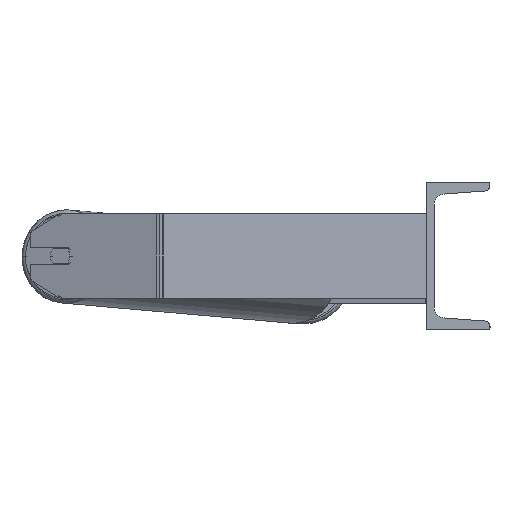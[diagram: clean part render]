
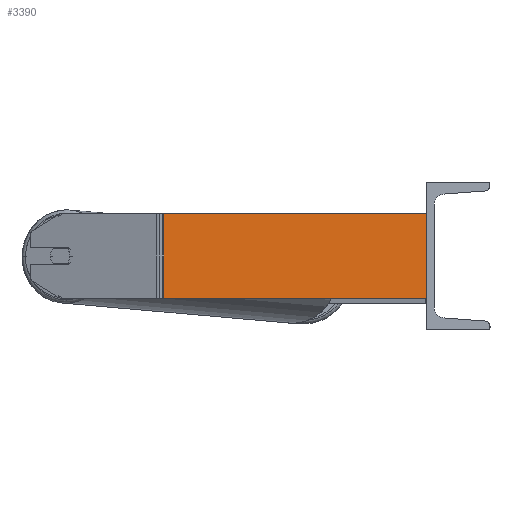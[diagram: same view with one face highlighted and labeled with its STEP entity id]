
A CAD part, left-side view. The second image highlights one B-rep face of the part: STEP entity #3390.
In plain terms, the highlighted planar face has unit normal (-0.996, -0.087, 0).
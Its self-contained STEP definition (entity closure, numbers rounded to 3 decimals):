
#116 = VERTEX_POINT ( 'NONE', #6917 ) ;
#679 = DIRECTION ( 'NONE',  ( 0., 0., -1. ) ) ;
#983 = LINE ( 'NONE', #5234, #2449 ) ;
#1035 = DIRECTION ( 'NONE',  ( 0.087, -0.996, 0. ) ) ;
#1289 = CARTESIAN_POINT ( 'NONE',  ( -1007.218, 253.958, -40. ) ) ;
#1435 = AXIS2_PLACEMENT_3D ( 'NONE', #6241, #4811, #5512 ) ;
#1530 = ORIENTED_EDGE ( 'NONE', *, *, #3315, .F. ) ;
#1929 = CARTESIAN_POINT ( 'NONE',  ( -985., 0., -40. ) ) ;
#2003 = ORIENTED_EDGE ( 'NONE', *, *, #7734, .F. ) ;
#2425 = VECTOR ( 'NONE', #679, 1000. ) ;
#2449 = VECTOR ( 'NONE', #3250, 1000. ) ;
#2608 = EDGE_CURVE ( 'NONE', #116, #6910, #5796, .T. ) ;
#2757 = CARTESIAN_POINT ( 'NONE',  ( -985., 0., 40. ) ) ;
#3246 = EDGE_LOOP ( 'NONE', ( #4949, #1530, #2003, #6562 ) ) ;
#3250 = DIRECTION ( 'NONE',  ( 0., 0., -1. ) ) ;
#3315 = EDGE_CURVE ( 'NONE', #4222, #5179, #983, .T. ) ;
#3390 = ADVANCED_FACE ( 'NONE', ( #6108 ), #4046, .F. ) ;
#4046 = PLANE ( 'NONE',  #1435 ) ;
#4152 = LINE ( 'NONE', #1289, #7368 ) ;
#4209 = CARTESIAN_POINT ( 'NONE',  ( -1006.909, 250.424, -40. ) ) ;
#4222 = VERTEX_POINT ( 'NONE', #2757 ) ;
#4794 = DIRECTION ( 'NONE',  ( 0.087, -0.996, 0. ) ) ;
#4811 = DIRECTION ( 'NONE',  ( 0.996, 0.087, 0. ) ) ;
#4949 = ORIENTED_EDGE ( 'NONE', *, *, #5270, .T. ) ;
#5179 = VERTEX_POINT ( 'NONE', #1929 ) ;
#5234 = CARTESIAN_POINT ( 'NONE',  ( -985., 0., 40. ) ) ;
#5270 = EDGE_CURVE ( 'NONE', #6910, #5179, #4152, .T. ) ;
#5512 = DIRECTION ( 'NONE',  ( -0.087, 0.996, 0. ) ) ;
#5694 = CARTESIAN_POINT ( 'NONE',  ( -1006.909, 250.424, 40. ) ) ;
#5747 = VECTOR ( 'NONE', #1035, 1000. ) ;
#5796 = LINE ( 'NONE', #5694, #2425 ) ;
#6108 = FACE_OUTER_BOUND ( 'NONE', #3246, .T. ) ;
#6241 = CARTESIAN_POINT ( 'NONE',  ( -1007.218, 253.958, 40. ) ) ;
#6562 = ORIENTED_EDGE ( 'NONE', *, *, #2608, .T. ) ;
#6713 = LINE ( 'NONE', #8156, #5747 ) ;
#6910 = VERTEX_POINT ( 'NONE', #4209 ) ;
#6917 = CARTESIAN_POINT ( 'NONE',  ( -1006.909, 250.424, 40. ) ) ;
#7368 = VECTOR ( 'NONE', #4794, 1000. ) ;
#7734 = EDGE_CURVE ( 'NONE', #116, #4222, #6713, .T. ) ;
#8156 = CARTESIAN_POINT ( 'NONE',  ( -1007.218, 253.958, 40. ) ) ;
